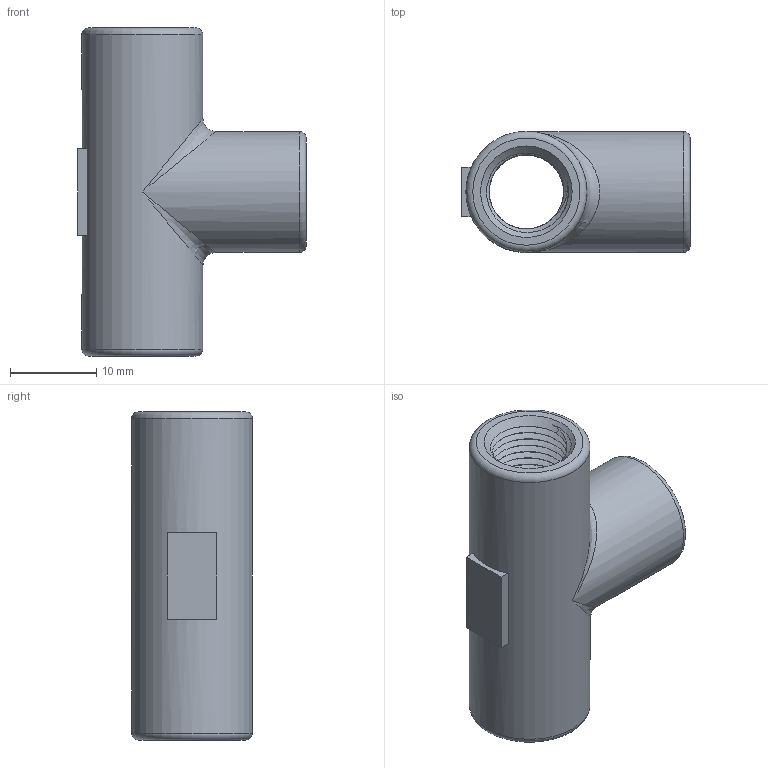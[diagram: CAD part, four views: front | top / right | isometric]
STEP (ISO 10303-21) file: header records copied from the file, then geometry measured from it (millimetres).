
FILE_DESCRIPTION(/* description */ ('Unknown'),/* implementation_level */ '2;1');
FILE_NAME(/* name */ '20200814-R-221-DN6',/* time_stamp */ '2020-08-14T16:17:04+08:00',/* author */ ('Unknown'),/* organization */ ('Unknown'),/* preprocessor_version */ 'ST-DEVELOPER v16.7',/* originating_system */ 'DEX',/* authorisation */ $);
FILE_SCHEMA (('AUTOMOTIVE_DESIGN {1 0 10303 214 3 1 1}'));
Length unit declared in the file: millimetre
Products named in the file (1): R-221 DN6
Bounding box: 26.5 x 14 x 38 mm (x, y, z)
Surface area: 4401.5 mm2 (no closed solid volume)
Topology: 0 solids, 1 shells, 65 faces, 271 edges, 205 vertices
Faces by surface type: cylinder 37, plane 12, bspline 8, cone 5, torus 3
Full cylindrical faces by diameter (mm): 2 x1, 8.6 x33, 14 x2
Entity records: 11870 total; most frequent: CARTESIAN_POINT 10591, ORIENTED_EDGE 438, EDGE_CURVE 219, VERTEX_POINT 203, DIRECTION 101, EDGE_LOOP 48, FACE_BOUND 48, AXIS2_PLACEMENT_3D 41
